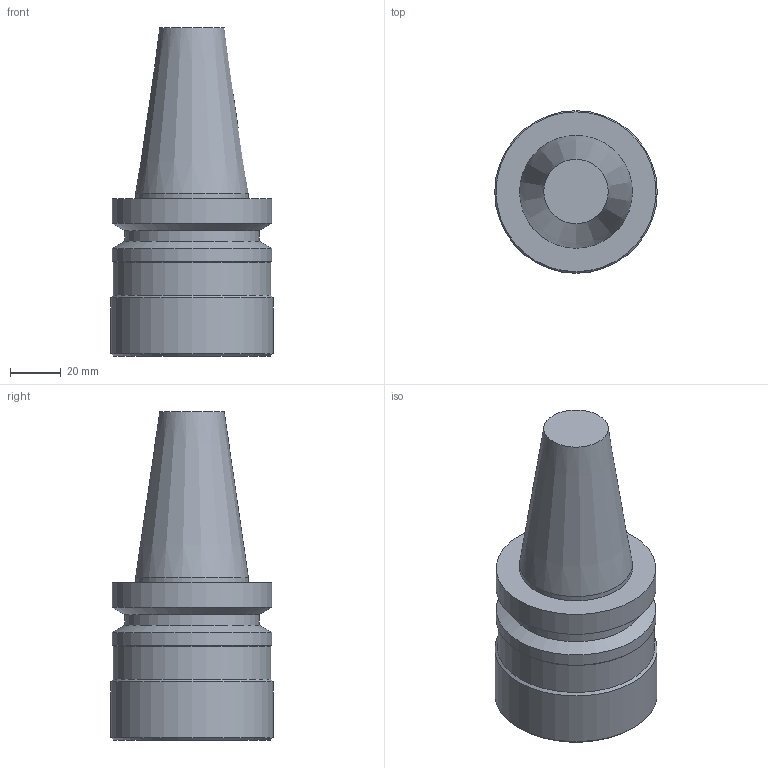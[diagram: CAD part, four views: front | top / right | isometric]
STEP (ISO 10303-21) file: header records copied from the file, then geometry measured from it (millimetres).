
FILE_DESCRIPTION((''),'1');
FILE_NAME('BT40-CK6-135.stp','2012-05-17T04:55:01',(''),(''),'Spatial Interop R18','Kubotek KeyCreator V8.5.1 (14335)',' ');
FILE_SCHEMA(('CONFIG_CONTROL_DESIGN'));
Length unit declared in the file: millimetre
Products named in the file (1): 1
Bounding box: 64 x 64 x 129.4 mm (x, y, z)
Volume: 254876.1 mm3; surface area: 25950.2 mm2
Topology: 1 solids, 1 shells, 15 faces, 26 edges, 14 vertices
Faces by surface type: cone 6, cylinder 6, plane 3
Full cylindrical faces by diameter (mm): 44.45 x1, 53 x1, 62 x1, 63 x2, 64 x1
Entity records: 338 total; most frequent: DIRECTION 60, CARTESIAN_POINT 44, AXIS2_PLACEMENT_3D 30, EDGE_LOOP 28, ORIENTED_EDGE 28, FACE_BOUND 25, ADVANCED_FACE 15, EDGE_CURVE 14
